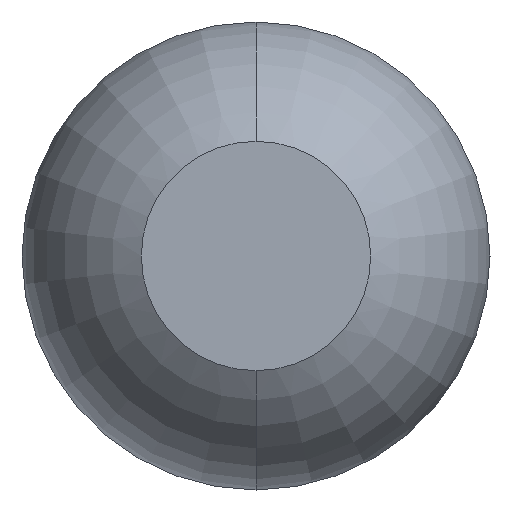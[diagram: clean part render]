
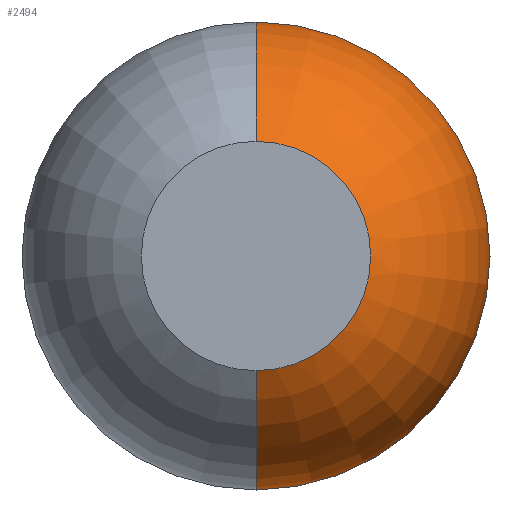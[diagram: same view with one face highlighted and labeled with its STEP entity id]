
A CAD part, front view. The second image highlights one B-rep face of the part: STEP entity #2494.
In plain terms, the highlighted toroidal (fillet/blend) face has major radius 0.01 mm and minor radius 0.5 mm.
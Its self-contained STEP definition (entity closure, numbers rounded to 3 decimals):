
#39 = EDGE_CURVE ( 'Defeature ausgef�hrt1_0+Defeature ausgef�hrt1_6+Defeature ausgef�hrt1_6+Defeature ausgef�hrt1_6', #2685, #779, #1028, .T. ) ;
#137 = CARTESIAN_POINT ( 'NONE',  ( 0., -25.4, -0.25 ) ) ;
#233 = DIRECTION ( 'NONE',  ( 0., 0., -1. ) ) ;
#259 = DIRECTION ( 'NONE',  ( 0., -1., 0. ) ) ;
#779 = VERTEX_POINT ( 'NONE', #1412 ) ;
#783 = CIRCLE ( 'NONE', #1063, 0.5 ) ;
#850 = CARTESIAN_POINT ( 'NONE',  ( 0., -24.961, -0.01 ) ) ;
#857 = CARTESIAN_POINT ( 'NONE',  ( 0., -24.961, 0.01 ) ) ;
#1009 = DIRECTION ( 'NONE',  ( 0., 1., 0. ) ) ;
#1028 = CIRCLE ( 'NONE', #3692, 0.51 ) ;
#1063 = AXIS2_PLACEMENT_3D ( 'NONE', #850, #2905, #1127 ) ;
#1127 = DIRECTION ( 'NONE',  ( 0., 0., 1. ) ) ;
#1147 = EDGE_LOOP ( 'NONE', ( #1741, #2668, #3489, #3531 ) ) ;
#1284 = CARTESIAN_POINT ( 'NONE',  ( 0., -25.4, 0.25 ) ) ;
#1412 = CARTESIAN_POINT ( 'NONE',  ( 0., -24.961, 0.51 ) ) ;
#1443 = AXIS2_PLACEMENT_3D ( 'NONE', #3068, #1009, #3038 ) ;
#1477 = DIRECTION ( 'NONE',  ( 0., -1., 0. ) ) ;
#1515 = AXIS2_PLACEMENT_3D ( 'NONE', #2929, #1477, #2103 ) ;
#1669 = EDGE_CURVE ( 'NONE', #779, #2587, #2007, .T. ) ;
#1741 = ORIENTED_EDGE ( 'NONE', *, *, #39, .T. ) ;
#1853 = CARTESIAN_POINT ( 'NONE',  ( 0., -24.961, -0.51 ) ) ;
#2007 = CIRCLE ( 'NONE', #2564, 0.5 ) ;
#2103 = DIRECTION ( 'NONE',  ( 0., 0., -1. ) ) ;
#2161 = FACE_OUTER_BOUND ( 'NONE', #1147, .T. ) ;
#2494 = ADVANCED_FACE ( 'Defeature ausgef�hrt1_0', ( #2161 ), #3621, .T. ) ;
#2564 = AXIS2_PLACEMENT_3D ( 'NONE', #857, #3432, #3714 ) ;
#2587 = VERTEX_POINT ( 'NONE', #1284 ) ;
#2668 = ORIENTED_EDGE ( 'NONE', *, *, #1669, .T. ) ;
#2684 = VERTEX_POINT ( 'NONE', #137 ) ;
#2685 = VERTEX_POINT ( 'NONE', #1853 ) ;
#2711 = CIRCLE ( 'NONE', #1443, 0.25 ) ;
#2841 = EDGE_CURVE ( 'Defeature ausgef�hrt1_0+Defeature ausgef�hrt1_10+Defeature ausgef�hrt1_10+Defeature ausgef�hrt1_10', #2587, #2684, #2711, .T. ) ;
#2905 = DIRECTION ( 'NONE',  ( -1., 0., 0. ) ) ;
#2929 = CARTESIAN_POINT ( 'NONE',  ( 0., -24.961, 0. ) ) ;
#3038 = DIRECTION ( 'NONE',  ( 0., 0., 1. ) ) ;
#3068 = CARTESIAN_POINT ( 'NONE',  ( 0., -25.4, 0. ) ) ;
#3179 = EDGE_CURVE ( 'NONE', #2685, #2684, #783, .T. ) ;
#3432 = DIRECTION ( 'NONE',  ( 1., 0., 0. ) ) ;
#3452 = CARTESIAN_POINT ( 'NONE',  ( 0., -24.961, 0. ) ) ;
#3489 = ORIENTED_EDGE ( 'NONE', *, *, #2841, .T. ) ;
#3531 = ORIENTED_EDGE ( 'NONE', *, *, #3179, .F. ) ;
#3621 = TOROIDAL_SURFACE ( 'NONE', #1515, 0.01, 0.5 ) ;
#3692 = AXIS2_PLACEMENT_3D ( 'NONE', #3452, #259, #233 ) ;
#3714 = DIRECTION ( 'NONE',  ( 0., 0., -1. ) ) ;
